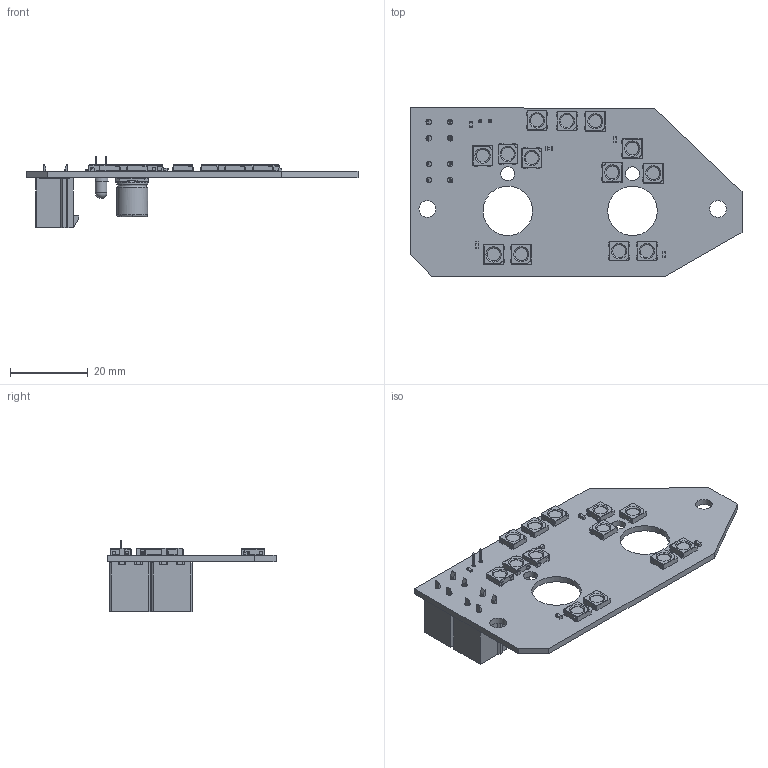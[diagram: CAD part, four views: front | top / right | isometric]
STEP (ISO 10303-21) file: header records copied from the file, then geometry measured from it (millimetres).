
FILE_DESCRIPTION(('KiCad electronic assembly'),'2;1');
FILE_NAME('ANT SEL PANEL.step','2023-03-26T22:06:04',('Pcbnew'),('Kicad' ),'Open CASCADE STEP processor 7.6','KiCad to STEP converter', 'Unknown');
FILE_SCHEMA(('AUTOMOTIVE_DESIGN { 1 0 10303 214 1 1 1 1 }'));
Length unit declared in the file: millimetre
Products named in the file (14): ANT SEL PANEL 1; LED_WS2812B_PLCC4_5.0x5.0mm_P3.2mm; SOLID; R_0603_1608Metric; C_0603_1608Metric; CP_Elec_8x10; Molex_Mini-Fit_Jr_5566-04A_2x02_P4.20mm_Vertical; LED_D3.0mm; ANT SEL PANEL PCB
Assembly tree (29 placements, depth 3):
  ANT SEL PANEL 1
    LED_WS2812B_PLCC4_5.0x5.0mm_P3.2mm  x13
      SOLID
    R_0603_1608Metric
      SOLID
    C_0603_1608Metric  x4
      SOLID
    CP_Elec_8x10
      SOLID
    Molex_Mini-Fit_Jr_5566-04A_2x02_P4.20mm_Vertical  x2
      SOLID
    LED_D3.0mm
      SOLID
    ANT SEL PANEL PCB
Bounding box: 85.21 x 43.23 x 18.3 mm (x, y, z)
Volume: 7264 mm3; surface area: 11136 mm2
Topology: 23 solids, 23 shells, 1362 faces, 3864 edges, 2543 vertices
Faces by surface type: plane 969, cylinder 372, cone 13, torus 4, bspline 2, revolution 1, sphere 1
Full cylindrical faces by diameter (mm): 0.9 x2, 1.4 x8, 3 x1, 3.333 x13, 3.572 x2, 4.3 x1, 4.305 x1, 8 x2, 12.7 x2
Entity records: 24458 total; most frequent: CARTESIAN_POINT 4740, DIRECTION 3447, LINE 2373, VECTOR 2373, ORIENTED_EDGE 1788, PCURVE 1788, DEFINITIONAL_REPRESENTATION 1788, EDGE_CURVE 894
